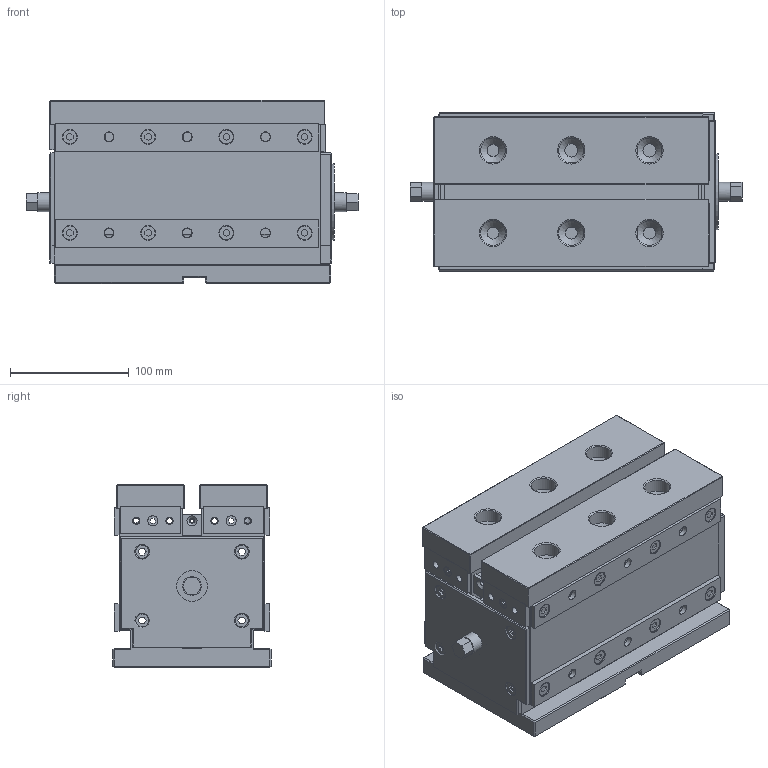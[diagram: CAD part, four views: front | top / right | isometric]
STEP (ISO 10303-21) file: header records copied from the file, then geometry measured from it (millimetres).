
FILE_DESCRIPTION( ( 'Unknown' ), '1' );
FILE_NAME( 'ECB-210.stp', 'Unknown', ( 'Unknown' ), ( 'Unknown' ), 'PSStep 14.0', 'Unknown', ' ' );
FILE_SCHEMA( ( 'AUTOMOTIVE_DESIGN { 1 0 10303 214 1 1 1 1 }' ) );
Length unit declared in the file: millimetre
Products named in the file (1): 1
Bounding box: 280 x 133.4 x 154.4 mm (x, y, z)
Volume: 3511604.4 mm3; surface area: 393071.7 mm2
Topology: 1 solids, 1 shells, 926 faces, 2393 edges, 1552 vertices
Faces by surface type: plane 666, cylinder 186, cone 74
Full cylindrical faces by diameter (mm): 3.242 x3, 4.1 x2, 4.917 x26, 6.1 x36, 6.5 x4, 6.7 x2, 8 x22, 8.376 x12, 8.647 x8, 10.1 x12, 10.106 x4, 11.1 x6, 12.5 x24, 16 x2, 21 x14, 26 x2, 64.296 x1
Entity records: 39165 total; most frequent: CARTESIAN_POINT 11162, DIRECTION 4063, ORIENTED_EDGE 3874, EDGE_CURVE 1937, EDGE_LOOP 1425, AXIS2_PLACEMENT_3D 1367, VERTEX_POINT 1366, LINE 1329
